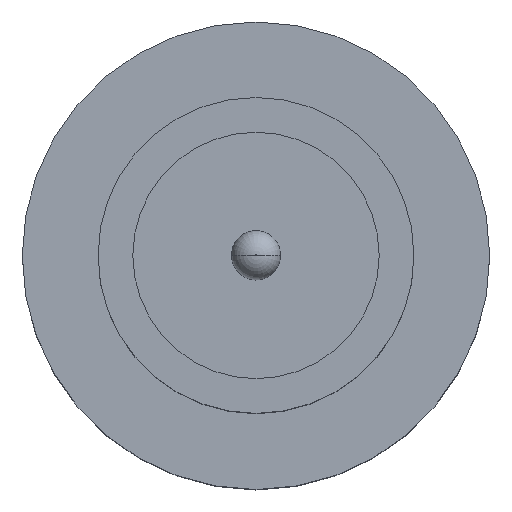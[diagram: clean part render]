
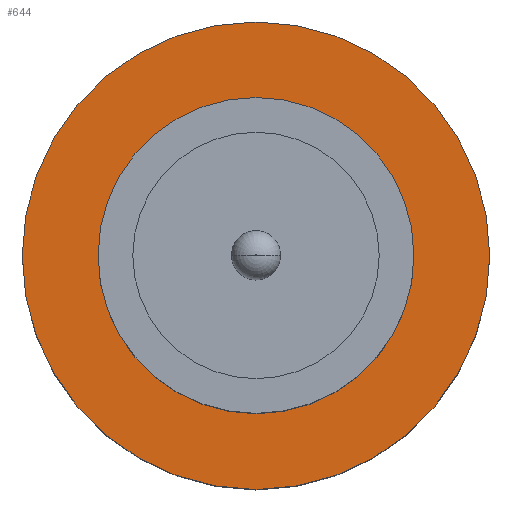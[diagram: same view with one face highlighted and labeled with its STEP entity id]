
A CAD part, top view. The second image highlights one B-rep face of the part: STEP entity #644.
In plain terms, the highlighted planar face has unit normal (0, 0, 1).
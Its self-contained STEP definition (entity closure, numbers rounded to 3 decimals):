
#11 = DIRECTION ( 'NONE',  ( 1., 0., 0. ) ) ;
#19 = DIRECTION ( 'NONE',  ( 0., 0., 1. ) ) ;
#29 = AXIS2_PLACEMENT_3D ( 'NONE', #468, #800, #730 ) ;
#69 = CARTESIAN_POINT ( 'NONE',  ( 0., 0., 1.55 ) ) ;
#129 = CARTESIAN_POINT ( 'NONE',  ( 0., 0., 1.55 ) ) ;
#150 = EDGE_CURVE ( 'NONE', #232, #321, #393, .T. ) ;
#178 = FACE_OUTER_BOUND ( 'NONE', #718, .T. ) ;
#192 = CARTESIAN_POINT ( 'NONE',  ( -1.85, 0., 1.55 ) ) ;
#201 = AXIS2_PLACEMENT_3D ( 'NONE', #692, #762, #11 ) ;
#209 = CIRCLE ( 'NONE', #607, 1.25 ) ;
#232 = VERTEX_POINT ( 'NONE', #192 ) ;
#249 = DIRECTION ( 'NONE',  ( 1., 0., 0. ) ) ;
#267 = CIRCLE ( 'NONE', #29, 1.85 ) ;
#269 = AXIS2_PLACEMENT_3D ( 'NONE', #69, #560, #249 ) ;
#291 = DIRECTION ( 'NONE',  ( 1., 0., 0. ) ) ;
#295 = CARTESIAN_POINT ( 'NONE',  ( 0., 0., 1.55 ) ) ;
#308 = VERTEX_POINT ( 'NONE', #783 ) ;
#321 = VERTEX_POINT ( 'NONE', #771 ) ;
#329 = DIRECTION ( 'NONE',  ( 1., 0., 0. ) ) ;
#366 = EDGE_CURVE ( 'NONE', #321, #232, #267, .T. ) ;
#393 = CIRCLE ( 'NONE', #201, 1.85 ) ;
#468 = CARTESIAN_POINT ( 'NONE',  ( 0., 0., 1.55 ) ) ;
#486 = EDGE_CURVE ( 'NONE', #519, #308, #209, .T. ) ;
#519 = VERTEX_POINT ( 'NONE', #749 ) ;
#520 = EDGE_CURVE ( 'NONE', #308, #519, #667, .T. ) ;
#559 = EDGE_LOOP ( 'NONE', ( #676, #787 ) ) ;
#560 = DIRECTION ( 'NONE',  ( 0., 0., 1. ) ) ;
#592 = ORIENTED_EDGE ( 'NONE', *, *, #150, .T. ) ;
#607 = AXIS2_PLACEMENT_3D ( 'NONE', #295, #664, #291 ) ;
#644 = ADVANCED_FACE ( 'NONE', ( #646, #178 ), #682, .T. ) ;
#646 = FACE_BOUND ( 'NONE', #559, .T. ) ;
#657 = AXIS2_PLACEMENT_3D ( 'NONE', #129, #19, #329 ) ;
#661 = ORIENTED_EDGE ( 'NONE', *, *, #366, .T. ) ;
#664 = DIRECTION ( 'NONE',  ( 0., 0., 1. ) ) ;
#667 = CIRCLE ( 'NONE', #269, 1.25 ) ;
#676 = ORIENTED_EDGE ( 'NONE', *, *, #486, .F. ) ;
#682 = PLANE ( 'NONE',  #657 ) ;
#692 = CARTESIAN_POINT ( 'NONE',  ( 0., 0., 1.55 ) ) ;
#718 = EDGE_LOOP ( 'NONE', ( #592, #661 ) ) ;
#730 = DIRECTION ( 'NONE',  ( 1., 0., 0. ) ) ;
#749 = CARTESIAN_POINT ( 'NONE',  ( 1.25, 0., 1.55 ) ) ;
#762 = DIRECTION ( 'NONE',  ( 0., 0., 1. ) ) ;
#771 = CARTESIAN_POINT ( 'NONE',  ( 1.85, 0., 1.55 ) ) ;
#783 = CARTESIAN_POINT ( 'NONE',  ( -1.25, 0., 1.55 ) ) ;
#787 = ORIENTED_EDGE ( 'NONE', *, *, #520, .F. ) ;
#800 = DIRECTION ( 'NONE',  ( 0., 0., 1. ) ) ;
